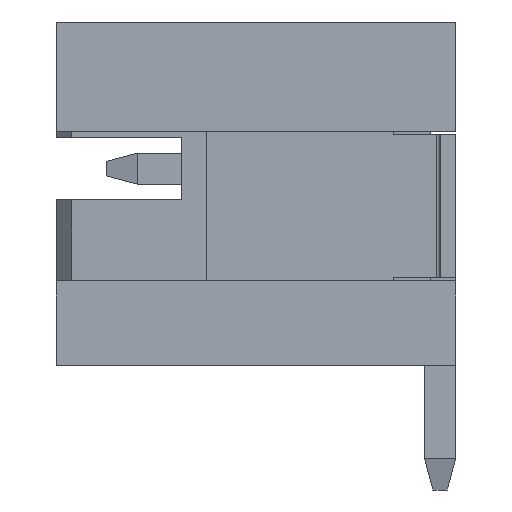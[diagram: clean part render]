
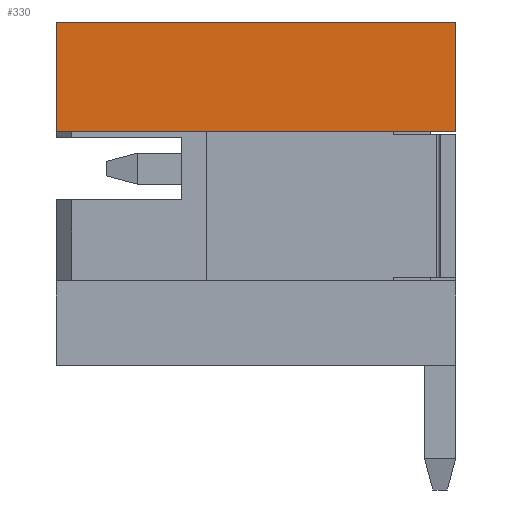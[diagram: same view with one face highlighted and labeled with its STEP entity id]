
A CAD part, left-side view. The second image highlights one B-rep face of the part: STEP entity #330.
In plain terms, the highlighted planar face has unit normal (-1, 0, 0).
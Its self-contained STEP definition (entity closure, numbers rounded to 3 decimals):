
#144 = CARTESIAN_POINT ( 'NONE',  ( -3., 0., 2.35 ) ) ;
#330 = ADVANCED_FACE ( 'NONE', ( #10815 ), #7880, .F. ) ;
#959 = DIRECTION ( 'NONE',  ( 0., 0., -1. ) ) ;
#1354 = CARTESIAN_POINT ( 'NONE',  ( -3., 0., 2.35 ) ) ;
#1619 = DIRECTION ( 'NONE',  ( 0., 1., 0. ) ) ;
#1750 = VERTEX_POINT ( 'NONE', #7495 ) ;
#1857 = ORIENTED_EDGE ( 'NONE', *, *, #3621, .F. ) ;
#1939 = CARTESIAN_POINT ( 'NONE',  ( -3., 0., 0. ) ) ;
#2204 = DIRECTION ( 'NONE',  ( 0., -1., 0. ) ) ;
#2426 = EDGE_CURVE ( 'NONE', #10320, #1750, #7790, .T. ) ;
#3161 = CARTESIAN_POINT ( 'NONE',  ( -3., 6.4, 2.35 ) ) ;
#3445 = EDGE_LOOP ( 'NONE', ( #1857, #8451, #5190, #8257 ) ) ;
#3621 = EDGE_CURVE ( 'NONE', #1750, #9467, #7356, .T. ) ;
#3659 = DIRECTION ( 'NONE',  ( 0., 0., -1. ) ) ;
#4758 = VERTEX_POINT ( 'NONE', #1354 ) ;
#5190 = ORIENTED_EDGE ( 'NONE', *, *, #6701, .F. ) ;
#6675 = DIRECTION ( 'NONE',  ( 0., 0., 1. ) ) ;
#6701 = EDGE_CURVE ( 'NONE', #4758, #10320, #9523, .T. ) ;
#6709 = CARTESIAN_POINT ( 'NONE',  ( -3., 0., 0.6 ) ) ;
#7219 = VECTOR ( 'NONE', #959, 1000. ) ;
#7274 = CARTESIAN_POINT ( 'NONE',  ( -3., 6.4, 2.35 ) ) ;
#7356 = LINE ( 'NONE', #3161, #9532 ) ;
#7388 = VECTOR ( 'NONE', #1619, 1000. ) ;
#7424 = EDGE_CURVE ( 'NONE', #9467, #4758, #7461, .T. ) ;
#7437 = CARTESIAN_POINT ( 'NONE',  ( -3., 6.4, 2.35 ) ) ;
#7461 = LINE ( 'NONE', #7274, #8011 ) ;
#7495 = CARTESIAN_POINT ( 'NONE',  ( -3., 6.4, 0.6 ) ) ;
#7556 = AXIS2_PLACEMENT_3D ( 'NONE', #1939, #7922, #3659 ) ;
#7790 = LINE ( 'NONE', #6709, #7388 ) ;
#7880 = PLANE ( 'NONE',  #7556 ) ;
#7922 = DIRECTION ( 'NONE',  ( 1., 0., 0. ) ) ;
#8011 = VECTOR ( 'NONE', #2204, 1000. ) ;
#8257 = ORIENTED_EDGE ( 'NONE', *, *, #7424, .F. ) ;
#8451 = ORIENTED_EDGE ( 'NONE', *, *, #2426, .F. ) ;
#9146 = CARTESIAN_POINT ( 'NONE',  ( -3., 0., 0.6 ) ) ;
#9467 = VERTEX_POINT ( 'NONE', #7437 ) ;
#9523 = LINE ( 'NONE', #144, #7219 ) ;
#9532 = VECTOR ( 'NONE', #6675, 1000. ) ;
#10320 = VERTEX_POINT ( 'NONE', #9146 ) ;
#10815 = FACE_OUTER_BOUND ( 'NONE', #3445, .T. ) ;
